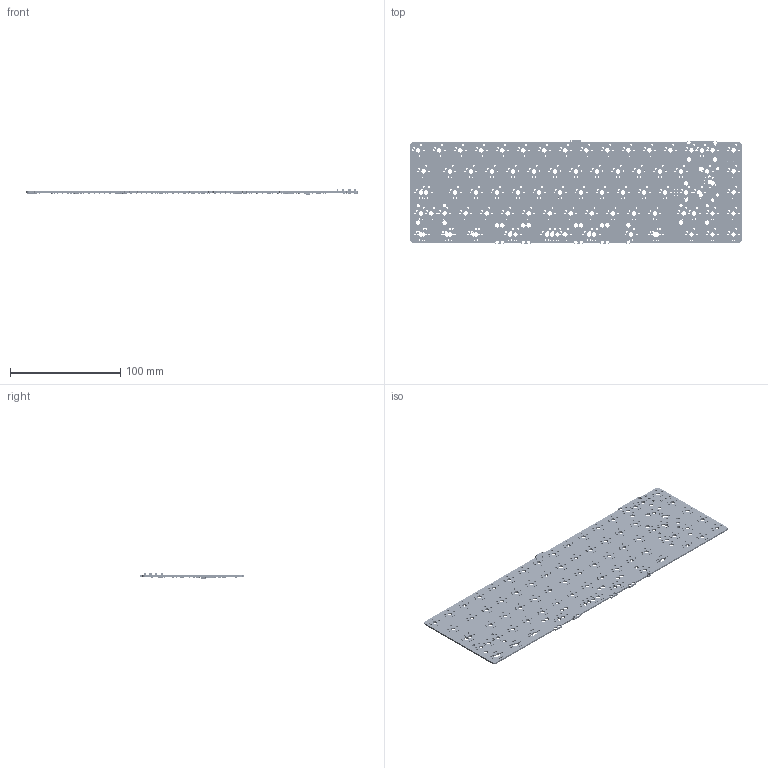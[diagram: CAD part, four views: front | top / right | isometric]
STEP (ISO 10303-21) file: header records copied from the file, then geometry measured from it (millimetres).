
FILE_DESCRIPTION(/* description */ (''),/* implementation_level */ '2;1');
FILE_NAME(/* name */ 'Hannah910_rev2.step',/* time_stamp */ '2020-05-08T17:55:51+07:00',/* author */ (''),/* organization */ (''),/* preprocessor_version */ 'ST-DEVELOPER v18.1',/* originating_system */ 'Autodesk Translation Framework v9.2.0.1227',/* authorisation */ '');
FILE_SCHEMA (('AUTOMOTIVE_DESIGN { 1 0 10303 214 3 1 1 }'));
Products named in the file (16): (Unsaved); R_0805_2012Metric; SOLID; C_0805_2012Metric; SOLID (1); SK6812_3535_v1; COMPOUND; QFN-44-1EP_7x7mm_P0.5mm_EP5.2x5; SOLID (5); SOIC-8_3.9x4.9mm_P1; SOLID (4); SOT-143; SOLID (3); D_SOD-323; SOLID (2); COMPOUND (1)
Assembly tree (316 placements, depth 3):
  (Unsaved)
    R_0805_2012Metric  x77
      SOLID
    C_0805_2012Metric  x62
      SOLID (1)
    SK6812_3535_v1  x22
      COMPOUND
    D_SOD-323  x144
      SOLID (2)
    QFN-44-1EP_7x7mm_P0.5mm_EP5.2x5
      SOLID (5)
    SOIC-8_3.9x4.9mm_P1
      SOLID (4)
    SOT-143
      SOLID (3)
    COMPOUND (1)
Bounding box: 300.93 x 94.98 x 4.7 mm (x, y, z)
Volume: 41004.8 mm3; surface area: 62214.6 mm2
Topology: 419 solids, 419 shells, 16868 faces, 42729 edges, 26992 vertices
Faces by surface type: plane 12870, cylinder 3976, cone 22
Full cylindrical faces by diameter (mm): 0.4 x1, 0.6 x1, 0.7 x5, 0.8 x6, 1.1 x163, 1.702 x142, 1.8 x165, 3 x1, 3.048 x17, 3.988 x85
Entity records: 71963 total; most frequent: DIRECTION 12789, CARTESIAN_POINT 12133, ORIENTED_EDGE 11768, EDGE_CURVE 5884, AXIS2_PLACEMENT_3D 4923, VERTEX_POINT 4267, LINE 2943, VECTOR 2943
